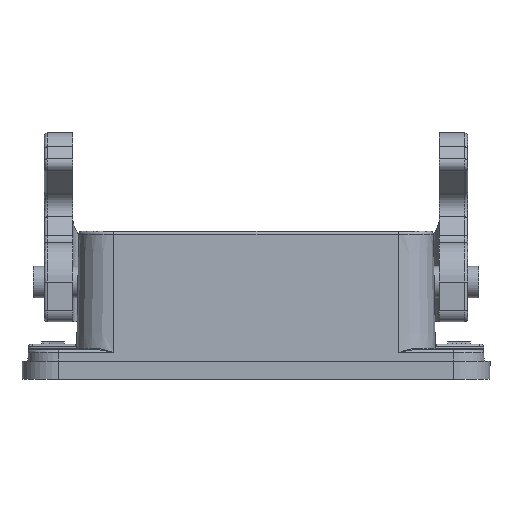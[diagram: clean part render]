
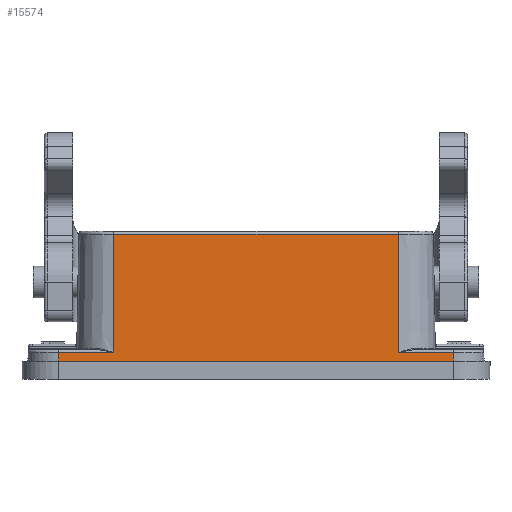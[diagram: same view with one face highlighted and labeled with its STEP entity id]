
A CAD part, front view. The second image highlights one B-rep face of the part: STEP entity #15574.
In plain terms, the highlighted planar face has unit normal (0, -1, 0.018).
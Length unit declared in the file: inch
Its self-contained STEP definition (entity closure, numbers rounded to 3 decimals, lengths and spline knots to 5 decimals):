
#129 = VECTOR ( 'NONE', #10812, 39.37008 ) ;
#600 = VERTEX_POINT ( 'NONE', #3617 ) ;
#994 = VECTOR ( 'NONE', #6739, 39.37008 ) ;
#1085 = LINE ( 'NONE', #1254, #10646 ) ;
#1210 = CARTESIAN_POINT ( 'NONE',  ( 1.37795, -343.4932, -19645.66929 ) ) ;
#1254 = CARTESIAN_POINT ( 'NONE',  ( 0., -0.59154, -0.84611 ) ) ;
#1273 = CARTESIAN_POINT ( 'NONE',  ( -1.37795, -0.59258, -0.90551 ) ) ;
#1627 = LINE ( 'NONE', #12152, #16356 ) ;
#1948 = VERTEX_POINT ( 'NONE', #7428 ) ;
#2707 = ORIENTED_EDGE ( 'NONE', *, *, #9689, .F. ) ;
#2762 = VECTOR ( 'NONE', #14878, 39.37008 ) ;
#3358 = VECTOR ( 'NONE', #14294, 39.37008 ) ;
#3534 = ORIENTED_EDGE ( 'NONE', *, *, #11568, .F. ) ;
#3617 = CARTESIAN_POINT ( 'NONE',  ( -0.99213, -0.59154, -0.84611 ) ) ;
#3677 = CARTESIAN_POINT ( 'NONE',  ( 1.37795, -0.59258, -0.90551 ) ) ;
#3810 = CARTESIAN_POINT ( 'NONE',  ( -0.99213, -0.57677, 0. ) ) ;
#4840 = EDGE_CURVE ( 'NONE', #11969, #9550, #16933, .T. ) ;
#4942 = CARTESIAN_POINT ( 'NONE',  ( 0., -0.57677, 0. ) ) ;
#5093 = ORIENTED_EDGE ( 'NONE', *, *, #10420, .F. ) ;
#5669 = DIRECTION ( 'NONE',  ( 0., -0.017, -1. ) ) ;
#6195 = EDGE_CURVE ( 'NONE', #1948, #17044, #16216, .T. ) ;
#6634 = CARTESIAN_POINT ( 'NONE',  ( -1.37795, -0.59154, -0.84611 ) ) ;
#6739 = DIRECTION ( 'NONE',  ( 0., -0.017, -1. ) ) ;
#6897 = EDGE_CURVE ( 'NONE', #12794, #600, #1627, .T. ) ;
#6916 = CARTESIAN_POINT ( 'NONE',  ( -1.37795, -0.59258, -0.90551 ) ) ;
#7333 = ORIENTED_EDGE ( 'NONE', *, *, #4840, .F. ) ;
#7428 = CARTESIAN_POINT ( 'NONE',  ( 1.37795, -0.59154, -0.84611 ) ) ;
#7988 = LINE ( 'NONE', #3810, #2762 ) ;
#8681 = ORIENTED_EDGE ( 'NONE', *, *, #6195, .F. ) ;
#8797 = DIRECTION ( 'NONE',  ( 1., 0., 0. ) ) ;
#8944 = VERTEX_POINT ( 'NONE', #13500 ) ;
#8977 = EDGE_CURVE ( 'NONE', #17044, #9478, #14847, .T. ) ;
#9136 = EDGE_LOOP ( 'NONE', ( #13798, #8681, #2707, #5093, #7333, #3534, #15095, #9319 ) ) ;
#9319 = ORIENTED_EDGE ( 'NONE', *, *, #12178, .F. ) ;
#9478 = VERTEX_POINT ( 'NONE', #6916 ) ;
#9550 = VERTEX_POINT ( 'NONE', #11273 ) ;
#9689 = EDGE_CURVE ( 'NONE', #8944, #1948, #1085, .T. ) ;
#10381 = DIRECTION ( 'NONE',  ( 0., 0.017, 1. ) ) ;
#10420 = EDGE_CURVE ( 'NONE', #9550, #8944, #12101, .T. ) ;
#10445 = CARTESIAN_POINT ( 'NONE',  ( -0.99213, -0.57711, -0.01934 ) ) ;
#10646 = VECTOR ( 'NONE', #17595, 39.37008 ) ;
#10812 = DIRECTION ( 'NONE',  ( -1., 0., 0. ) ) ;
#11242 = CARTESIAN_POINT ( 'NONE',  ( -1.37795, -343.4932, -19645.66929 ) ) ;
#11273 = CARTESIAN_POINT ( 'NONE',  ( 0.99213, -0.57711, -0.01934 ) ) ;
#11568 = EDGE_CURVE ( 'NONE', #600, #11969, #7988, .T. ) ;
#11745 = VECTOR ( 'NONE', #5669, 39.37008 ) ;
#11969 = VERTEX_POINT ( 'NONE', #10445 ) ;
#11990 = VECTOR ( 'NONE', #8797, 39.37008 ) ;
#12101 = LINE ( 'NONE', #13436, #994 ) ;
#12152 = CARTESIAN_POINT ( 'NONE',  ( -1.5748, -0.59154, -0.84611 ) ) ;
#12178 = EDGE_CURVE ( 'NONE', #9478, #12794, #16607, .T. ) ;
#12794 = VERTEX_POINT ( 'NONE', #6634 ) ;
#12984 = PLANE ( 'NONE',  #15494 ) ;
#13436 = CARTESIAN_POINT ( 'NONE',  ( 0.99213, -0.57677, 0. ) ) ;
#13500 = CARTESIAN_POINT ( 'NONE',  ( 0.99213, -0.59154, -0.84611 ) ) ;
#13798 = ORIENTED_EDGE ( 'NONE', *, *, #8977, .F. ) ;
#14294 = DIRECTION ( 'NONE',  ( 0., 0.017, 1. ) ) ;
#14847 = LINE ( 'NONE', #1273, #129 ) ;
#14878 = DIRECTION ( 'NONE',  ( 0., 0.017, 1. ) ) ;
#15095 = ORIENTED_EDGE ( 'NONE', *, *, #6897, .F. ) ;
#15193 = DIRECTION ( 'NONE',  ( 1., 0., 0. ) ) ;
#15494 = AXIS2_PLACEMENT_3D ( 'NONE', #4942, #15748, #10381 ) ;
#15574 = ADVANCED_FACE ( 'NONE', ( #17182 ), #12984, .F. ) ;
#15748 = DIRECTION ( 'NONE',  ( 0., 1., -0.017 ) ) ;
#16216 = LINE ( 'NONE', #1210, #11745 ) ;
#16356 = VECTOR ( 'NONE', #15193, 39.37008 ) ;
#16607 = LINE ( 'NONE', #11242, #3358 ) ;
#16668 = CARTESIAN_POINT ( 'NONE',  ( 0., -0.57711, -0.01934 ) ) ;
#16933 = LINE ( 'NONE', #16668, #11990 ) ;
#17044 = VERTEX_POINT ( 'NONE', #3677 ) ;
#17182 = FACE_OUTER_BOUND ( 'NONE', #9136, .T. ) ;
#17595 = DIRECTION ( 'NONE',  ( 1., 0., 0. ) ) ;
